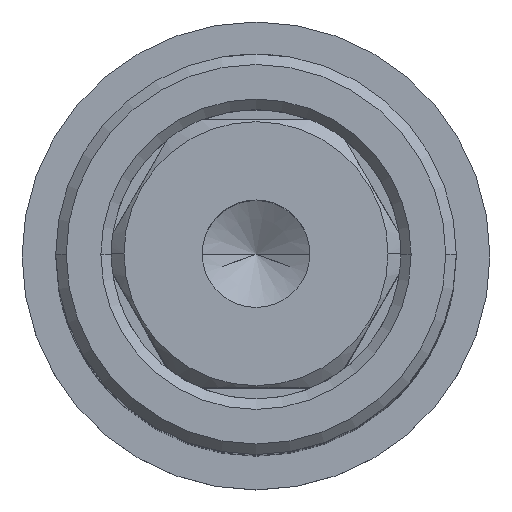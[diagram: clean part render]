
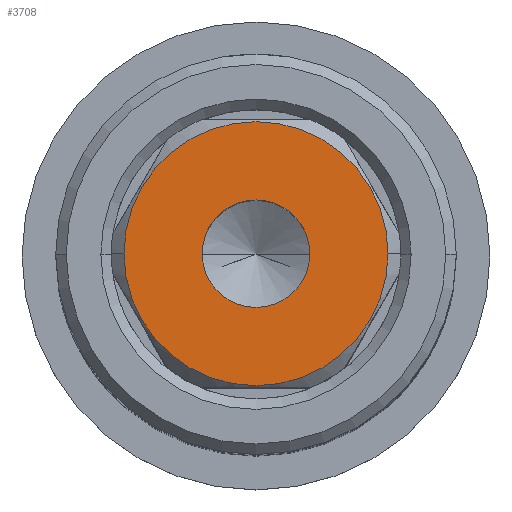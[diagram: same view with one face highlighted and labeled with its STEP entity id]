
A CAD part, top view. The second image highlights one B-rep face of the part: STEP entity #3708.
In plain terms, the highlighted face is planar.
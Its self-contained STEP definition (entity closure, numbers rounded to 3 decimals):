
#80 = CARTESIAN_POINT ( 'NONE',  ( 18.479, 0., -6.27 ) ) ;
#95 = CIRCLE ( 'NONE', #5893, 6.27 ) ;
#530 = VERTEX_POINT ( 'NONE', #80 ) ;
#680 = DIRECTION ( 'NONE',  ( 1., 0., 0. ) ) ;
#722 = CARTESIAN_POINT ( 'NONE',  ( 18.479, 0., 0. ) ) ;
#732 = AXIS2_PLACEMENT_3D ( 'NONE', #6097, #6120, #4132 ) ;
#738 = DIRECTION ( 'NONE',  ( 0., 0., -1. ) ) ;
#789 = DIRECTION ( 'NONE',  ( 1., 0., 0. ) ) ;
#888 = CIRCLE ( 'NONE', #6300, 2.553 ) ;
#909 = ORIENTED_EDGE ( 'NONE', *, *, #4069, .T. ) ;
#941 = VERTEX_POINT ( 'NONE', #1899 ) ;
#1231 = CARTESIAN_POINT ( 'NONE',  ( 18.479, 0., -7.347 ) ) ;
#1293 = DIRECTION ( 'NONE',  ( 0., 0., -1. ) ) ;
#1588 = FACE_BOUND ( 'NONE', #1777, .T. ) ;
#1748 = EDGE_CURVE ( 'NONE', #941, #2491, #888, .T. ) ;
#1777 = EDGE_LOOP ( 'NONE', ( #2610, #3234 ) ) ;
#1899 = CARTESIAN_POINT ( 'NONE',  ( 18.479, 0., 2.553 ) ) ;
#2227 = CIRCLE ( 'NONE', #732, 2.553 ) ;
#2276 = DIRECTION ( 'NONE',  ( 1., 0., 0. ) ) ;
#2491 = VERTEX_POINT ( 'NONE', #4167 ) ;
#2610 = ORIENTED_EDGE ( 'NONE', *, *, #2984, .F. ) ;
#2757 = AXIS2_PLACEMENT_3D ( 'NONE', #1231, #789, #1293 ) ;
#2796 = ORIENTED_EDGE ( 'NONE', *, *, #3623, .T. ) ;
#2984 = EDGE_CURVE ( 'NONE', #2491, #941, #2227, .T. ) ;
#3213 = PLANE ( 'NONE',  #2757 ) ;
#3234 = ORIENTED_EDGE ( 'NONE', *, *, #1748, .F. ) ;
#3240 = CIRCLE ( 'NONE', #3395, 6.27 ) ;
#3395 = AXIS2_PLACEMENT_3D ( 'NONE', #4230, #2276, #3732 ) ;
#3623 = EDGE_CURVE ( 'NONE', #530, #4310, #95, .T. ) ;
#3694 = DIRECTION ( 'NONE',  ( 0., 0., -1. ) ) ;
#3708 = ADVANCED_FACE ( 'NONE', ( #3952, #1588 ), #3213, .T. ) ;
#3732 = DIRECTION ( 'NONE',  ( 0., 0., -1. ) ) ;
#3952 = FACE_OUTER_BOUND ( 'NONE', #4080, .T. ) ;
#4069 = EDGE_CURVE ( 'NONE', #4310, #530, #3240, .T. ) ;
#4080 = EDGE_LOOP ( 'NONE', ( #909, #2796 ) ) ;
#4132 = DIRECTION ( 'NONE',  ( 0., 0., -1. ) ) ;
#4167 = CARTESIAN_POINT ( 'NONE',  ( 18.479, 0., -2.553 ) ) ;
#4230 = CARTESIAN_POINT ( 'NONE',  ( 18.479, 0., 0. ) ) ;
#4310 = VERTEX_POINT ( 'NONE', #5966 ) ;
#4338 = CARTESIAN_POINT ( 'NONE',  ( 18.479, 0., 0. ) ) ;
#5893 = AXIS2_PLACEMENT_3D ( 'NONE', #722, #680, #3694 ) ;
#5966 = CARTESIAN_POINT ( 'NONE',  ( 18.479, 0., 6.27 ) ) ;
#6097 = CARTESIAN_POINT ( 'NONE',  ( 18.479, 0., 0. ) ) ;
#6120 = DIRECTION ( 'NONE',  ( 1., 0., 0. ) ) ;
#6300 = AXIS2_PLACEMENT_3D ( 'NONE', #4338, #6317, #738 ) ;
#6317 = DIRECTION ( 'NONE',  ( 1., 0., 0. ) ) ;
